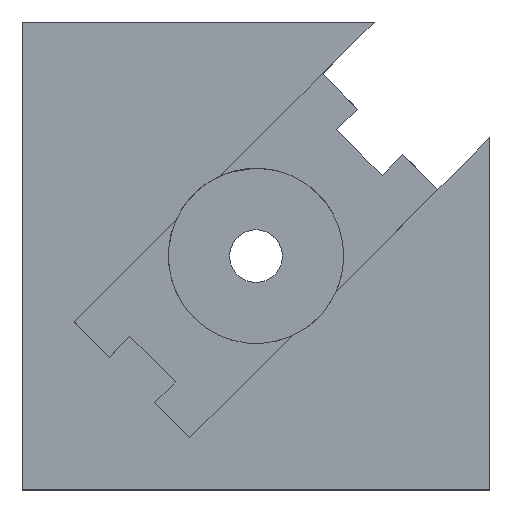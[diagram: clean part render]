
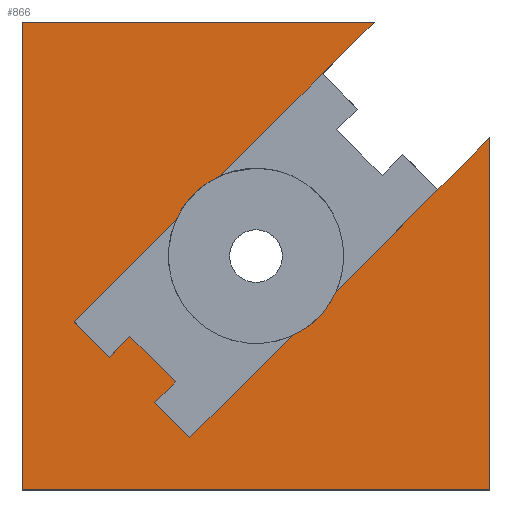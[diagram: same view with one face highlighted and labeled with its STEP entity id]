
A CAD part, top view. The second image highlights one B-rep face of the part: STEP entity #866.
In plain terms, the highlighted planar face has unit normal (0, 0, 1).
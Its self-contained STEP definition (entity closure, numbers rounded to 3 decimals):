
#46=CIRCLE('',#943,15.);
#47=CIRCLE('',#944,15.);
#91=FACE_OUTER_BOUND('',#141,.T.);
#141=EDGE_LOOP('',(#769,#770,#771,#772,#773,#774,#775,#776,#777,#778,#779,
#780,#781,#782,#783,#784,#785));
#142=LINE('',#1180,#243);
#146=LINE('',#1188,#247);
#149=LINE('',#1194,#250);
#152=LINE('',#1200,#253);
#155=LINE('',#1206,#256);
#158=LINE('',#1212,#259);
#161=LINE('',#1218,#262);
#208=LINE('',#1320,#309);
#213=LINE('',#1330,#314);
#226=LINE('',#1362,#327);
#228=LINE('',#1366,#329);
#231=LINE('',#1371,#332);
#239=LINE('',#1466,#340);
#240=LINE('',#1469,#341);
#242=LINE('',#1472,#343);
#243=VECTOR('',#953,10.);
#247=VECTOR('',#959,10.);
#250=VECTOR('',#964,10.);
#253=VECTOR('',#969,10.);
#256=VECTOR('',#974,10.);
#259=VECTOR('',#979,10.);
#262=VECTOR('',#984,10.);
#309=VECTOR('',#1067,10.);
#314=VECTOR('',#1076,10.);
#327=VECTOR('',#1105,10.);
#329=VECTOR('',#1109,10.);
#332=VECTOR('',#1114,10.);
#340=VECTOR('',#1166,10.);
#341=VECTOR('',#1169,10.);
#343=VECTOR('',#1173,10.);
#344=VERTEX_POINT('',#1178);
#345=VERTEX_POINT('',#1179);
#348=VERTEX_POINT('',#1187);
#350=VERTEX_POINT('',#1193);
#352=VERTEX_POINT('',#1199);
#354=VERTEX_POINT('',#1205);
#356=VERTEX_POINT('',#1211);
#358=VERTEX_POINT('',#1217);
#366=VERTEX_POINT('',#1236);
#393=VERTEX_POINT('',#1311);
#395=VERTEX_POINT('',#1319);
#398=VERTEX_POINT('',#1329);
#409=VERTEX_POINT('',#1361);
#410=VERTEX_POINT('',#1365);
#411=VERTEX_POINT('',#1369);
#421=VERTEX_POINT('',#1464);
#422=VERTEX_POINT('',#1468);
#423=EDGE_CURVE('',#344,#345,#142,.T.);
#427=EDGE_CURVE('',#348,#344,#146,.T.);
#430=EDGE_CURVE('',#350,#348,#149,.T.);
#433=EDGE_CURVE('',#352,#350,#152,.T.);
#436=EDGE_CURVE('',#354,#352,#155,.T.);
#439=EDGE_CURVE('',#356,#354,#158,.T.);
#442=EDGE_CURVE('',#358,#356,#161,.T.);
#493=EDGE_CURVE('',#395,#366,#208,.T.);
#498=EDGE_CURVE('',#393,#398,#213,.T.);
#514=EDGE_CURVE('',#366,#409,#226,.T.);
#516=EDGE_CURVE('',#410,#393,#228,.T.);
#519=EDGE_CURVE('',#409,#411,#231,.T.);
#537=EDGE_CURVE('',#345,#395,#46,.T.);
#538=EDGE_CURVE('',#398,#358,#47,.T.);
#540=EDGE_CURVE('',#411,#421,#239,.T.);
#541=EDGE_CURVE('',#422,#410,#240,.T.);
#543=EDGE_CURVE('',#421,#422,#242,.T.);
#769=ORIENTED_EDGE('',*,*,#498,.T.);
#770=ORIENTED_EDGE('',*,*,#538,.T.);
#771=ORIENTED_EDGE('',*,*,#442,.T.);
#772=ORIENTED_EDGE('',*,*,#439,.T.);
#773=ORIENTED_EDGE('',*,*,#436,.T.);
#774=ORIENTED_EDGE('',*,*,#433,.T.);
#775=ORIENTED_EDGE('',*,*,#430,.T.);
#776=ORIENTED_EDGE('',*,*,#427,.T.);
#777=ORIENTED_EDGE('',*,*,#423,.T.);
#778=ORIENTED_EDGE('',*,*,#537,.T.);
#779=ORIENTED_EDGE('',*,*,#493,.T.);
#780=ORIENTED_EDGE('',*,*,#514,.T.);
#781=ORIENTED_EDGE('',*,*,#519,.T.);
#782=ORIENTED_EDGE('',*,*,#540,.T.);
#783=ORIENTED_EDGE('',*,*,#543,.T.);
#784=ORIENTED_EDGE('',*,*,#541,.T.);
#785=ORIENTED_EDGE('',*,*,#516,.T.);
#822=PLANE('',#948);
#866=ADVANCED_FACE('',(#91),#822,.T.);
#943=AXIS2_PLACEMENT_3D('',#1461,#1159,#1160);
#944=AXIS2_PLACEMENT_3D('',#1462,#1161,#1162);
#948=AXIS2_PLACEMENT_3D('',#1473,#1174,#1175);
#953=DIRECTION('',(0.707,0.707,0.));
#959=DIRECTION('',(-0.707,0.707,0.));
#964=DIRECTION('',(-0.707,-0.707,0.));
#969=DIRECTION('',(-0.707,0.707,0.));
#974=DIRECTION('',(0.707,0.707,0.));
#979=DIRECTION('',(-0.707,0.707,0.));
#984=DIRECTION('',(-0.707,-0.707,0.));
#1067=DIRECTION('',(0.707,0.707,0.));
#1076=DIRECTION('',(-0.707,-0.707,0.));
#1105=DIRECTION('',(0.707,0.707,0.));
#1109=DIRECTION('',(-0.707,-0.707,0.));
#1114=DIRECTION('',(-1.,0.,0.));
#1159=DIRECTION('center_axis',(0.,0.,-1.));
#1160=DIRECTION('ref_axis',(-1.,0.,0.));
#1161=DIRECTION('center_axis',(0.,0.,-1.));
#1162=DIRECTION('ref_axis',(-1.,0.,0.));
#1166=DIRECTION('',(0.,-1.,0.));
#1169=DIRECTION('',(0.,1.,0.));
#1173=DIRECTION('',(1.,0.,0.));
#1174=DIRECTION('center_axis',(0.,0.,1.));
#1175=DIRECTION('ref_axis',(1.,0.,0.));
#1178=CARTESIAN_POINT('',(-31.113,-11.314,9.));
#1179=CARTESIAN_POINT('',(-13.707,6.092,9.));
#1180=CARTESIAN_POINT('',(-11.803,7.996,9.));
#1187=CARTESIAN_POINT('',(-25.102,-17.324,9.));
#1188=CARTESIAN_POINT('',(-26.163,-16.263,9.));
#1193=CARTESIAN_POINT('',(-21.567,-13.789,9.));
#1194=CARTESIAN_POINT('',(-14.496,-6.718,9.));
#1199=CARTESIAN_POINT('',(-13.789,-21.567,9.));
#1200=CARTESIAN_POINT('',(-19.622,-15.733,9.));
#1205=CARTESIAN_POINT('',(-17.324,-25.102,9.));
#1206=CARTESIAN_POINT('',(-4.95,-12.728,9.));
#1211=CARTESIAN_POINT('',(-11.314,-31.113,9.));
#1212=CARTESIAN_POINT('',(-19.269,-23.158,9.));
#1217=CARTESIAN_POINT('',(6.092,-13.707,9.));
#1218=CARTESIAN_POINT('',(-0.707,-20.506,9.));
#1236=CARTESIAN_POINT('',(11.314,31.113,9.));
#1311=CARTESIAN_POINT('',(31.113,11.314,9.));
#1319=CARTESIAN_POINT('',(-6.092,13.707,9.));
#1320=CARTESIAN_POINT('',(0.707,20.506,9.));
#1329=CARTESIAN_POINT('',(13.707,-6.092,9.));
#1330=CARTESIAN_POINT('',(20.506,0.707,9.));
#1361=CARTESIAN_POINT('',(20.201,40.,9.));
#1362=CARTESIAN_POINT('',(0.707,20.506,9.));
#1365=CARTESIAN_POINT('',(40.,20.201,9.));
#1366=CARTESIAN_POINT('',(20.506,0.707,9.));
#1369=CARTESIAN_POINT('',(-40.,40.,9.));
#1371=CARTESIAN_POINT('',(40.,40.,9.));
#1461=CARTESIAN_POINT('Origin',(0.,0.,9.));
#1462=CARTESIAN_POINT('Origin',(0.,0.,9.));
#1464=CARTESIAN_POINT('',(-40.,-40.,9.));
#1466=CARTESIAN_POINT('',(-40.,40.,9.));
#1468=CARTESIAN_POINT('',(40.,-40.,9.));
#1469=CARTESIAN_POINT('',(40.,-40.,9.));
#1472=CARTESIAN_POINT('',(-40.,-40.,9.));
#1473=CARTESIAN_POINT('Origin',(0.,0.,9.));
